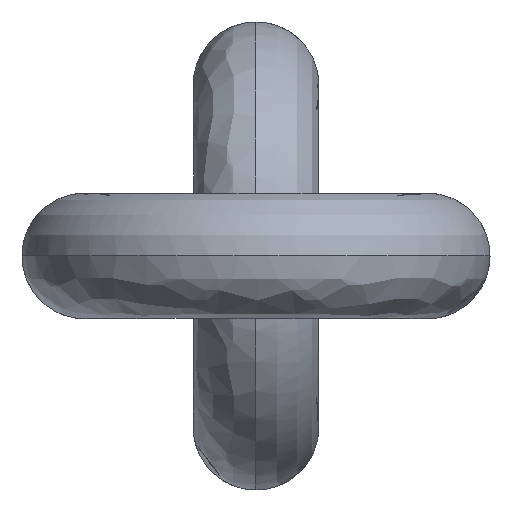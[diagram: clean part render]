
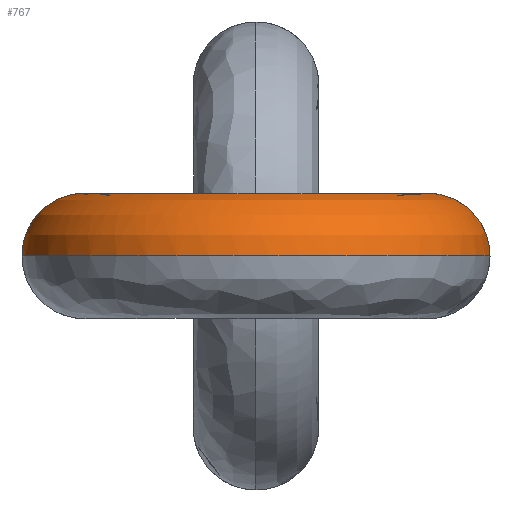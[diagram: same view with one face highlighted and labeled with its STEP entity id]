
A CAD part, left-side view. The second image highlights one B-rep face of the part: STEP entity #767.
In plain terms, the highlighted free-form (B-spline) face has degree [2, 2] with [5, 5] control points.
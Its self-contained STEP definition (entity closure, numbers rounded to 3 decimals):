
#150=CARTESIAN_POINT('',(4.85,-3.7,1.291));
#151=VERTEX_POINT('',#150);
#167=CARTESIAN_POINT('',(4.85,-4.85,0.));
#168=VERTEX_POINT('',#167);
#169=CARTESIAN_POINT('',(4.85,-4.85,0.));
#170=CARTESIAN_POINT('',(4.85,-4.85,1.158));
#171=CARTESIAN_POINT('',(4.85,-3.7,1.291));
#179=(BOUNDED_CURVE()B_SPLINE_CURVE(2,(#169,#170,#171),.UNSPECIFIED.,.F.,.U.)B_SPLINE_CURVE_WITH_KNOTS((3,3),(0.0,0.23),.UNSPECIFIED.)CURVE()GEOMETRIC_REPRESENTATION_ITEM()RATIONAL_B_SPLINE_CURVE((1.0,0.731,0.957))REPRESENTATION_ITEM(''));
#180=EDGE_CURVE('',#168,#151,#179,.T.);
#381=CARTESIAN_POINT('',(4.85,4.85,0.));
#382=VERTEX_POINT('',#381);
#398=CARTESIAN_POINT('',(4.85,3.7,1.291));
#399=VERTEX_POINT('',#398);
#400=CARTESIAN_POINT('',(4.85,4.85,0.));
#401=CARTESIAN_POINT('',(4.85,4.85,1.158));
#402=CARTESIAN_POINT('',(4.85,3.7,1.291));
#410=(BOUNDED_CURVE()B_SPLINE_CURVE(2,(#400,#401,#402),.UNSPECIFIED.,.F.,.U.)B_SPLINE_CURVE_WITH_KNOTS((3,3),(0.0,0.23),.UNSPECIFIED.)CURVE()GEOMETRIC_REPRESENTATION_ITEM()RATIONAL_B_SPLINE_CURVE((1.0,0.731,0.957))REPRESENTATION_ITEM(''));
#411=EDGE_CURVE('',#382,#399,#410,.T.);
#691=CARTESIAN_POINT('',(4.85,4.85,0.));
#692=CARTESIAN_POINT('',(-0.031,4.85,0.));
#693=CARTESIAN_POINT('',(0.,-0.03,0.));
#694=CARTESIAN_POINT('',(0.03,-4.85,0.));
#695=CARTESIAN_POINT('',(4.85,-4.85,0.));
#703=(BOUNDED_CURVE()B_SPLINE_CURVE(2,(#691,#692,#693,#694,#695),.UNSPECIFIED.,.F.,.U.)B_SPLINE_CURVE_WITH_KNOTS((3,2,3),(-3.795,-2.0,-0.22),.UNSPECIFIED.)CURVE()GEOMETRIC_REPRESENTATION_ITEM()RATIONAL_B_SPLINE_CURVE((0.935,0.681,1.0,0.684,0.93))REPRESENTATION_ITEM(''));
#704=EDGE_CURVE('',#382,#168,#703,.T.);
#710=CARTESIAN_POINT('',(4.85,3.7,1.291));
#711=CARTESIAN_POINT('',(1.127,3.7,1.291));
#712=CARTESIAN_POINT('',(1.15,-0.023,1.291));
#713=CARTESIAN_POINT('',(1.173,-3.7,1.291));
#714=CARTESIAN_POINT('',(4.85,-3.7,1.291));
#722=(BOUNDED_CURVE()B_SPLINE_CURVE(2,(#710,#711,#712,#713,#714),.UNSPECIFIED.,.F.,.U.)B_SPLINE_CURVE_WITH_KNOTS((3,2,3),(-3.795,-2.0,-0.22),.UNSPECIFIED.)CURVE()GEOMETRIC_REPRESENTATION_ITEM()RATIONAL_B_SPLINE_CURVE((0.894,0.652,0.957,0.655,0.89))REPRESENTATION_ITEM(''));
#723=EDGE_CURVE('',#399,#151,#722,.T.);
#728=CARTESIAN_POINT('',(5.536,4.801,-0.008));
#729=CARTESIAN_POINT('',(-0.035,5.597,-0.008));
#730=CARTESIAN_POINT('',(0.,-0.03,-0.008));
#731=CARTESIAN_POINT('',(0.035,-5.591,-0.008));
#732=CARTESIAN_POINT('',(5.539,-4.801,-0.008));
#733=CARTESIAN_POINT('',(5.536,4.801,-0.004));
#734=CARTESIAN_POINT('',(-0.035,5.597,-0.004));
#735=CARTESIAN_POINT('',(0.,-0.03,-0.004));
#736=CARTESIAN_POINT('',(0.035,-5.591,-0.004));
#737=CARTESIAN_POINT('',(5.539,-4.801,-0.004));
#738=CARTESIAN_POINT('',(5.536,4.801,1.158));
#739=CARTESIAN_POINT('',(-0.035,5.597,1.158));
#740=CARTESIAN_POINT('',(0.,-0.03,1.158));
#741=CARTESIAN_POINT('',(0.035,-5.591,1.158));
#742=CARTESIAN_POINT('',(5.539,-4.801,1.158));
#743=CARTESIAN_POINT('',(5.373,3.658,1.292));
#744=CARTESIAN_POINT('',(1.128,4.265,1.292));
#745=CARTESIAN_POINT('',(1.155,-0.023,1.292));
#746=CARTESIAN_POINT('',(1.181,-4.26,1.292));
#747=CARTESIAN_POINT('',(5.375,-3.658,1.292));
#748=CARTESIAN_POINT('',(5.372,3.654,1.292));
#749=CARTESIAN_POINT('',(1.132,4.259,1.292));
#750=CARTESIAN_POINT('',(1.159,-0.023,1.292));
#751=CARTESIAN_POINT('',(1.186,-4.255,1.292));
#752=CARTESIAN_POINT('',(5.375,-3.653,1.292));
#760=(BOUNDED_SURFACE()B_SPLINE_SURFACE(2,2,((#728,#733,#738,#743,#748),(#729,#734,#739,#744,#749),(#730,#735,#740,#745,#750),(#731,#736,#741,#746,#751),(#732,#737,#742,#747,#752)),.UNSPECIFIED.,.F.,.F.,.U.)B_SPLINE_SURFACE_WITH_KNOTS((3,2,3),(3,1,1,3),(0.0,8.891,17.713),(0.0,0.01,1.989,2.),.UNSPECIFIED.)GEOMETRIC_REPRESENTATION_ITEM()RATIONAL_B_SPLINE_SURFACE(((0.993,0.992,0.724,0.949,0.95),(0.652,0.651,0.475,0.623,0.623),(1.003,1.001,0.731,0.958,0.959),(0.654,0.653,0.477,0.625,0.626),(0.988,0.987,0.72,0.944,0.945)))REPRESENTATION_ITEM('')SURFACE());
#761=ORIENTED_EDGE('',*,*,#180,.T.);
#762=ORIENTED_EDGE('',*,*,#723,.F.);
#763=ORIENTED_EDGE('',*,*,#411,.F.);
#764=ORIENTED_EDGE('',*,*,#704,.T.);
#765=EDGE_LOOP('',(#761,#762,#763,#764));
#766=FACE_OUTER_BOUND('',#765,.T.);
#767=ADVANCED_FACE('',(#766),#760,.T.);
